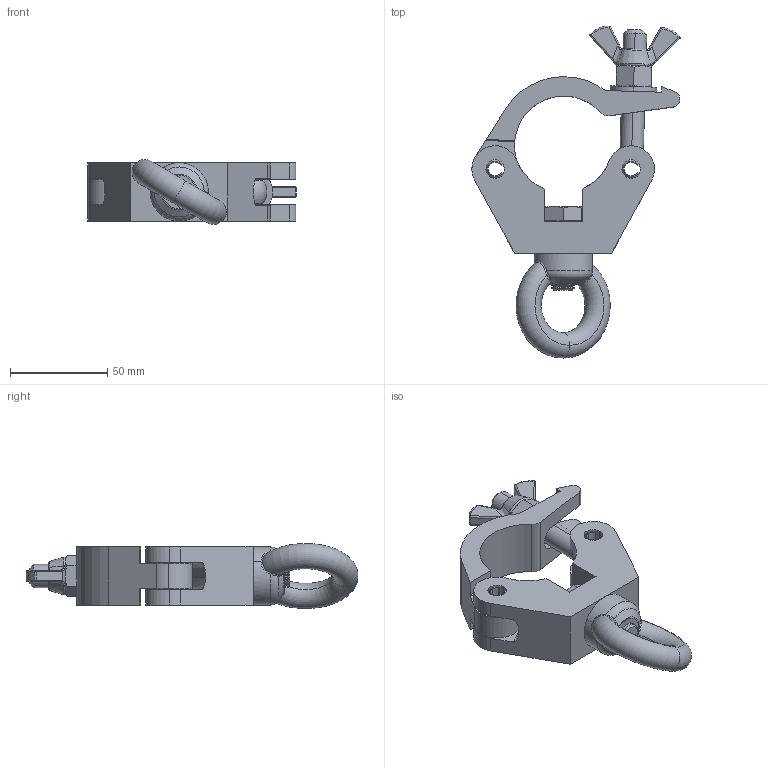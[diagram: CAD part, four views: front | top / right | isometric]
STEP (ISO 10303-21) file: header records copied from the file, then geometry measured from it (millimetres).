
FILE_DESCRIPTION (( 'STEP AP203' ), '1' );
FILE_NAME ('T58014 & T58015.STEP', '2018-08-08T09:01:34', ( '' ), ( '' ), 'SwSTEP 2.0', 'SolidWorks 2016', '' );
FILE_SCHEMA (( 'CONFIG_CONTROL_DESIGN' ));
Length unit declared in the file: millimetre
Products named in the file (13): A Washer_Bright washer BS 4320 - M12 (Form A); F791; TH2001_TH2001 - 30MM WIDE; TH566; Hex Bolt_ISO 4016 - M12 x 35 x 35-WS; TH157_TH213; T58014 & T58015; F883_DIN 315-M12-GT-C-N; TH2000_TH2000 - 30MM WIDE; TH156_TH650; T42300; T78000; Hex Nut Style 1 GradeAB_Doughty Fastners_Hexagon Nut ISO - 4032 - M12 - D - S
Assembly tree (13 placements, depth 3):
  T58014 & T58015
    TH156_TH650
      TH2000_TH2000 - 30MM WIDE
    TH157_TH213
      TH2001_TH2001 - 30MM WIDE
    T78000
      TH566
      A Washer_Bright washer BS 4320 - M12 (Form A)
      Hex Nut Style 1 GradeAB_Doughty Fastners_Hexagon Nut ISO - 4032 - M12 - D - S
      F883_DIN 315-M12-GT-C-N
    F791  x2
    T42300
    Hex Bolt_ISO 4016 - M12 x 35 x 35-WS
Bounding box: 107.22 x 170.87 x 33.48 mm (x, y, z)
Volume: 147341 mm3; surface area: 48855.5 mm2
Topology: 10 solids, 10 shells, 442 faces, 1071 edges, 639 vertices
Faces by surface type: cone 150, cylinder 134, plane 77, bspline 52, torus 18, sphere 11
Entity records: 15293 total; most frequent: CARTESIAN_POINT 4065, DIRECTION 2163, ORIENTED_EDGE 2044, EDGE_CURVE 1022, AXIS2_PLACEMENT_3D 897, VERTEX_POINT 613, CIRCLE 504, EDGE_LOOP 449
